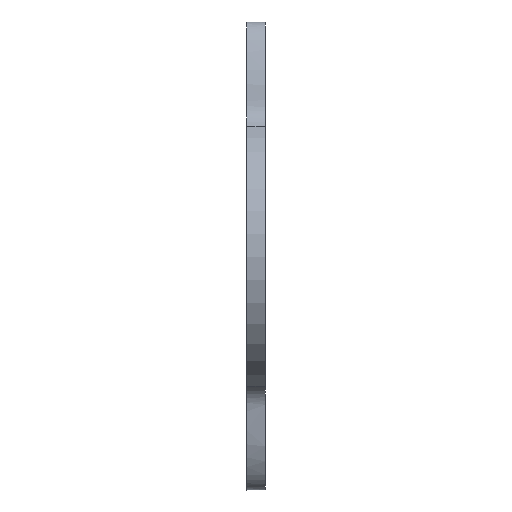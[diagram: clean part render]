
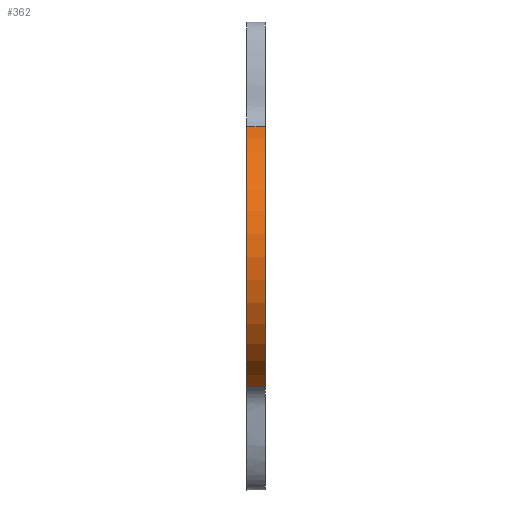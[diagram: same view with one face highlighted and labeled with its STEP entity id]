
A CAD part, left-side view. The second image highlights one B-rep face of the part: STEP entity #362.
In plain terms, the highlighted cylindrical face has radius 37.499 mm (diameter 74.999 mm), a partial arc.
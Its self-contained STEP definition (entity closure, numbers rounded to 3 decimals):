
#53=FACE_OUTER_BOUND('',#75,.T.);
#75=EDGE_LOOP('',(#268,#269,#270,#271));
#112=LINE('',#798,#128);
#114=LINE('',#988,#130);
#128=VECTOR('',#448,10.);
#130=VECTOR('',#456,10.);
#148=CIRCLE('',#403,37.499);
#149=CIRCLE('',#404,37.499);
#171=VERTEX_POINT('',#674);
#173=VERTEX_POINT('',#737);
#176=VERTEX_POINT('',#925);
#178=VERTEX_POINT('',#987);
#206=EDGE_CURVE('',#171,#173,#112,.T.);
#211=EDGE_CURVE('',#178,#176,#114,.T.);
#217=EDGE_CURVE('',#178,#173,#148,.T.);
#218=EDGE_CURVE('',#176,#171,#149,.T.);
#268=ORIENTED_EDGE('',*,*,#206,.T.);
#269=ORIENTED_EDGE('',*,*,#217,.F.);
#270=ORIENTED_EDGE('',*,*,#211,.T.);
#271=ORIENTED_EDGE('',*,*,#218,.T.);
#347=CYLINDRICAL_SURFACE('',#402,37.499);
#362=ADVANCED_FACE('',(#53),#347,.T.);
#402=AXIS2_PLACEMENT_3D('',#1057,#465,#466);
#403=AXIS2_PLACEMENT_3D('',#1058,#467,#468);
#404=AXIS2_PLACEMENT_3D('',#1059,#469,#470);
#448=DIRECTION('',(0.,1.,0.));
#456=DIRECTION('',(0.,-1.,0.));
#465=DIRECTION('center_axis',(0.,1.,0.));
#466=DIRECTION('ref_axis',(-1.,0.,-0.006));
#467=DIRECTION('center_axis',(0.,1.,0.));
#468=DIRECTION('ref_axis',(1.,0.,0.));
#469=DIRECTION('center_axis',(0.,1.,0.));
#470=DIRECTION('ref_axis',(1.,0.,0.));
#674=CARTESIAN_POINT('',(-15.261,0.,34.254));
#737=CARTESIAN_POINT('',(-15.261,5.,34.254));
#798=CARTESIAN_POINT('',(-15.261,0.,34.254));
#925=CARTESIAN_POINT('',(-14.872,0.,-34.424));
#987=CARTESIAN_POINT('',(-14.872,5.,-34.424));
#988=CARTESIAN_POINT('',(-14.872,0.,-34.424));
#1057=CARTESIAN_POINT('Origin',(0.,0.,0.));
#1058=CARTESIAN_POINT('Origin',(0.,5.,0.));
#1059=CARTESIAN_POINT('Origin',(0.,0.,0.));
